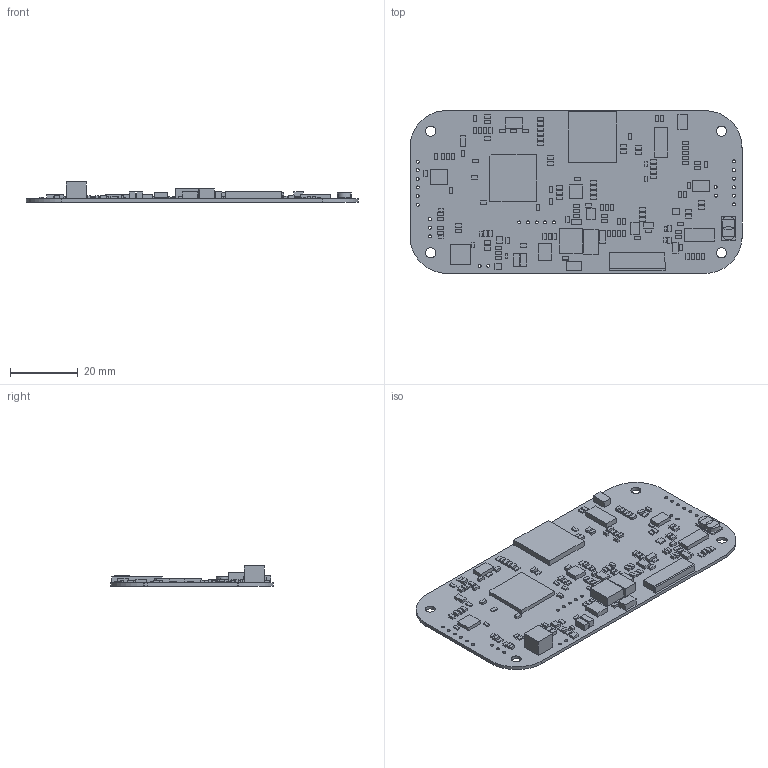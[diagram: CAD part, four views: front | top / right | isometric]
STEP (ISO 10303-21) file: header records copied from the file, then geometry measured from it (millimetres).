
FILE_DESCRIPTION(('Open CASCADE Model'),'2;1');
FILE_NAME('Open CASCADE Shape Model','2023-08-26T10:51:05',('Author'),( 'Open CASCADE'),'Open CASCADE STEP processor 6.8','Open CASCADE 6.8' ,'Unknown');
FILE_SCHEMA(('AUTOMOTIVE_DESIGN { 1 0 10303 214 1 1 1 1 }'));
Length unit declared in the file: millimetre
Products named in the file (222): PCB; Board; Open CASCADE STEP translator 6.8 1.1.1; P6; 5971148480; Extruded; 5971148320; R49; 5971148160; Y2; 5971145200; 5971144960; Cylinder; 5971144720; U9; 5971146320; U8; 5994722544; U7; 5971144560; R48; 5971146720; R47; 5971147840; R46; R45; R44; R43; R42; R41; R40; R39; R38; R37; R36; P10; 5971145360; ESD9; 5971147360; ESD8 ...
Assembly tree (345 placements, depth 4):
  PCB
    Board
      Open CASCADE STEP translator 6.8 1.1.1
    P6
      5971148480
        Extruded
      5971148320
        Extruded
    R49
      5971148160
        Extruded
    Y2
      5971145200
        Extruded
      5971144960  x2
        Cylinder
      5971144720
        Extruded
    U9
      5971146320
        Extruded
    U8
      5994722544
        Extruded
    U7
      5971144560
        Extruded
    R48
      5971146720
        Extruded
    R47
      5971147840
        Extruded
    R46
      5971147840
        Extruded
    R45
      5971146720
        Extruded
    R44
      5971146720
        Extruded
    R43
      5971146720
        Extruded
    R42
      5971147840
        Extruded
    R41
      5971147840
        Extruded
    R40
      5971146720
        Extruded
    R39
      5971146720
        Extruded
    R38
      5971147840
        Extruded
Bounding box: 98.16 x 48.13 x 6 mm (x, y, z)
Volume: 6360.1 mm3; surface area: 13359.7 mm2
Topology: 158 solids, 158 shells, 1010 faces, 2082 edges, 1388 vertices
Faces by surface type: plane 966, cylinder 44
Full cylindrical faces by diameter (mm): 0.9 x24, 3 x4, 4.1 x2
Entity records: 12782 total; most frequent: DIRECTION 1919, CARTESIAN_POINT 1620, ORIENTED_EDGE 1206, AXIS2_PLACEMENT_3D 701, EDGE_CURVE 603, PRODUCT_DEFINITION_SHAPE 567, LINE 517, VECTOR 517
